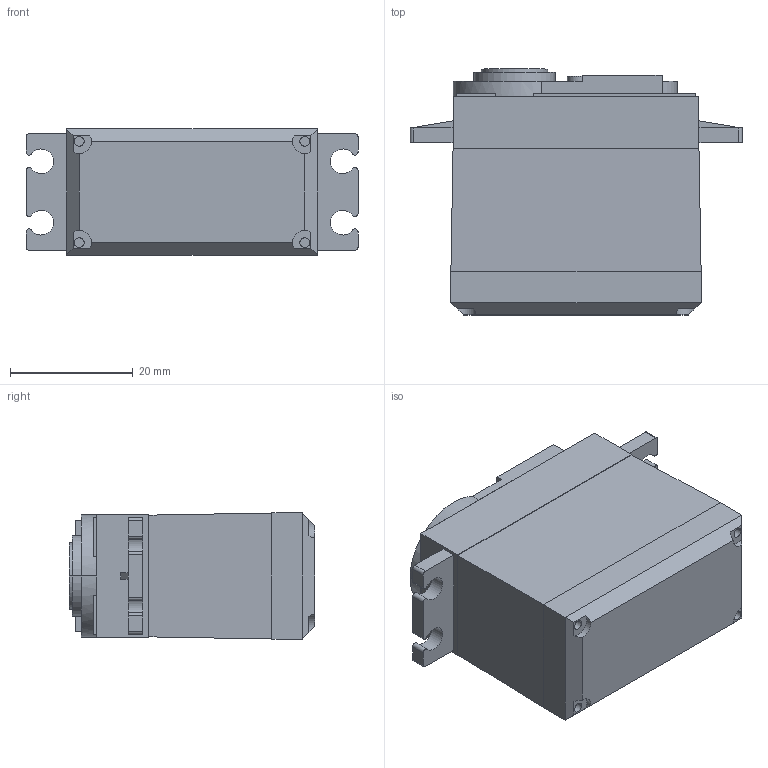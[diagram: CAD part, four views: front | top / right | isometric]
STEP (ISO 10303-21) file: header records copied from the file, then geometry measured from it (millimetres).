
FILE_DESCRIPTION (( 'STEP AP203' ), '1' );
FILE_NAME ('MG996R.step_Predeterminado_sldprt.STEP', '2025-01-30T00:13:33', ( '' ), ( '' ), 'SwSTEP 2.0', 'SolidWorks 2025', '' );
FILE_SCHEMA (( 'CONFIG_CONTROL_DESIGN' ));
Length unit declared in the file: millimetre
Products named in the file (1): MG996R.step_Predeterminado_sldprt
Bounding box: 54 x 40 x 20.5 mm (x, y, z)
Volume: 30831.7 mm3; surface area: 7541.5 mm2
Topology: 1 solids, 2 shells, 519 faces, 1406 edges, 930 vertices
Faces by surface type: bspline 345, plane 125, cylinder 49
Entity records: 17075 total; most frequent: CARTESIAN_POINT 5815, ORIENTED_EDGE 2812, EDGE_CURVE 1406, DIRECTION 1378, VERTEX_POINT 930, LINE 820, VECTOR 820, EDGE_LOOP 558
